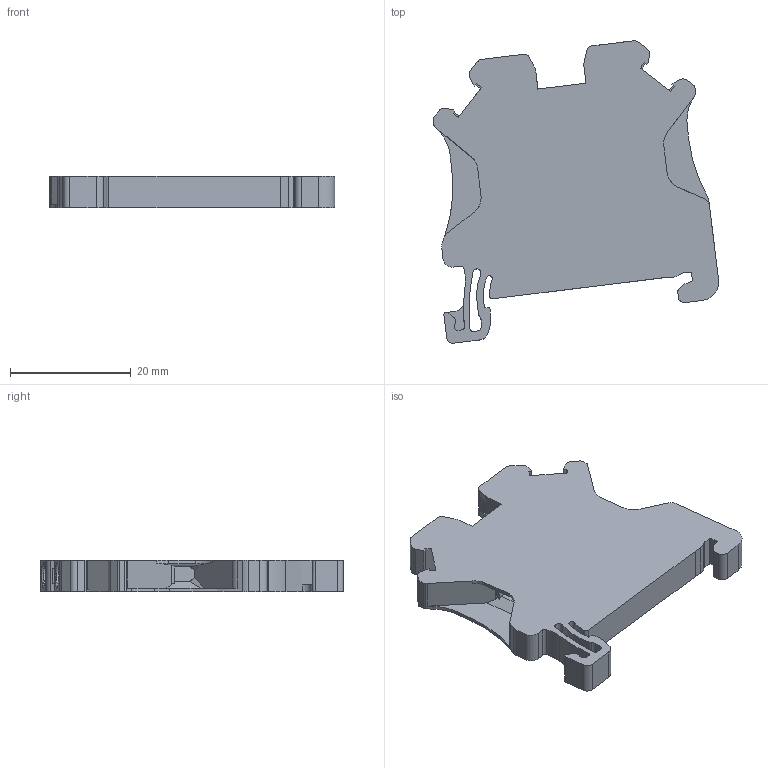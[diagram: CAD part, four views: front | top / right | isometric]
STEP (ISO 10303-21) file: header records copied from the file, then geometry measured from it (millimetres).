
FILE_DESCRIPTION((''),'2;1');
FILE_NAME('PRT0008','2024-07-25T10:33:07',('tluser'),(''),'CREO PARAMETRIC BY PTC INC, 2018100','CREO PARAMETRIC BY PTC INC, 2018100','');
FILE_SCHEMA(('AUTOMOTIVE_DESIGN { 1 0 10303 214 1 1 1 1 }'));
Length unit declared in the file: millimetre
Products named in the file (1): PRT0008
Bounding box: 47.21 x 50.02 x 5.15 mm (x, y, z)
Volume: 6886.2 mm3; surface area: 4994.8 mm2
Topology: 1 solids, 1 shells, 260 faces, 793 edges, 538 vertices
Faces by surface type: plane 155, cylinder 91, cone 8, torus 6
Entity records: 11019 total; most frequent: CARTESIAN_POINT 1883, ORIENTED_EDGE 1586, DIRECTION 1523, EDGE_CURVE 793, VERTEX_POINT 538, VECTOR 520, LINE 520, AXIS2_PLACEMENT_3D 500
